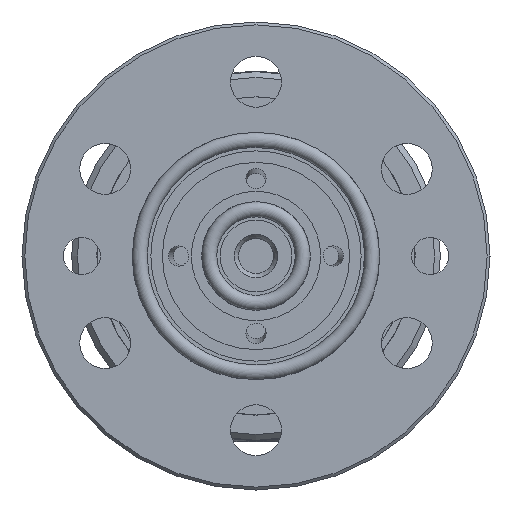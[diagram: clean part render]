
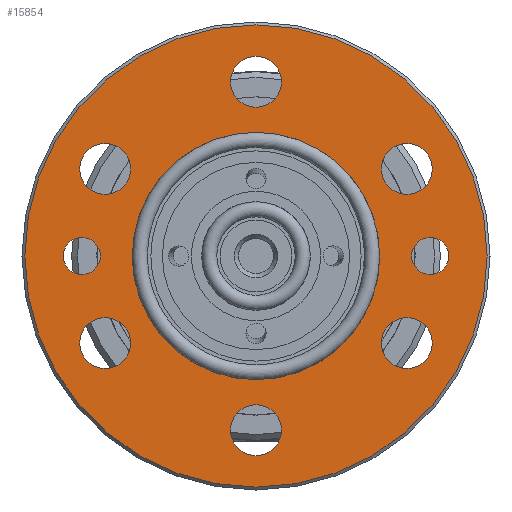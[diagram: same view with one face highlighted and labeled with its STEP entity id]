
A CAD part, left-side view. The second image highlights one B-rep face of the part: STEP entity #15854.
In plain terms, the highlighted planar face has unit normal (-1, 0, 0).
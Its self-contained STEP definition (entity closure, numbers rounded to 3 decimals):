
#706=FACE_BOUND('',#5748,.T.);
#707=FACE_BOUND('',#5749,.T.);
#708=FACE_BOUND('',#5750,.T.);
#709=FACE_BOUND('',#5751,.T.);
#710=FACE_BOUND('',#5752,.T.);
#711=FACE_BOUND('',#5753,.T.);
#712=FACE_BOUND('',#5754,.T.);
#713=FACE_BOUND('',#5755,.T.);
#714=FACE_BOUND('',#5756,.T.);
#1195=PLANE('',#17454);
#1779=CIRCLE('',#17398,40.);
#1796=CIRCLE('',#17421,4.4);
#1797=CIRCLE('',#17423,4.4);
#1798=CIRCLE('',#17425,4.4);
#1799=CIRCLE('',#17427,4.4);
#1800=CIRCLE('',#17429,4.4);
#1801=CIRCLE('',#17431,4.4);
#1802=CIRCLE('',#17433,3.2);
#1803=CIRCLE('',#17435,3.2);
#1815=CIRCLE('',#17455,21.4);
#4748=FACE_OUTER_BOUND('',#5747,.T.);
#5747=EDGE_LOOP('',(#14730));
#5748=EDGE_LOOP('',(#14731));
#5749=EDGE_LOOP('',(#14732));
#5750=EDGE_LOOP('',(#14733));
#5751=EDGE_LOOP('',(#14734));
#5752=EDGE_LOOP('',(#14735));
#5753=EDGE_LOOP('',(#14736));
#5754=EDGE_LOOP('',(#14737));
#5755=EDGE_LOOP('',(#14738));
#5756=EDGE_LOOP('',(#14739));
#7748=VERTEX_POINT('',#35001);
#7764=VERTEX_POINT('',#35044);
#7765=VERTEX_POINT('',#35048);
#7766=VERTEX_POINT('',#35052);
#7767=VERTEX_POINT('',#35056);
#7768=VERTEX_POINT('',#35060);
#7769=VERTEX_POINT('',#35064);
#7770=VERTEX_POINT('',#35068);
#7771=VERTEX_POINT('',#35072);
#7783=VERTEX_POINT('',#35109);
#10062=EDGE_CURVE('',#7748,#7748,#1779,.T.);
#10082=EDGE_CURVE('',#7764,#7764,#1796,.T.);
#10084=EDGE_CURVE('',#7765,#7765,#1797,.T.);
#10086=EDGE_CURVE('',#7766,#7766,#1798,.T.);
#10088=EDGE_CURVE('',#7767,#7767,#1799,.T.);
#10090=EDGE_CURVE('',#7768,#7768,#1800,.T.);
#10092=EDGE_CURVE('',#7769,#7769,#1801,.T.);
#10094=EDGE_CURVE('',#7770,#7770,#1802,.T.);
#10096=EDGE_CURVE('',#7771,#7771,#1803,.T.);
#10113=EDGE_CURVE('',#7783,#7783,#1815,.T.);
#14730=ORIENTED_EDGE('',*,*,#10062,.F.);
#14731=ORIENTED_EDGE('',*,*,#10096,.T.);
#14732=ORIENTED_EDGE('',*,*,#10094,.T.);
#14733=ORIENTED_EDGE('',*,*,#10092,.T.);
#14734=ORIENTED_EDGE('',*,*,#10090,.T.);
#14735=ORIENTED_EDGE('',*,*,#10088,.T.);
#14736=ORIENTED_EDGE('',*,*,#10086,.T.);
#14737=ORIENTED_EDGE('',*,*,#10084,.T.);
#14738=ORIENTED_EDGE('',*,*,#10082,.T.);
#14739=ORIENTED_EDGE('',*,*,#10113,.T.);
#15854=ADVANCED_FACE('',(#4748,#706,#707,#708,#709,#710,#711,#712,#713,
#714),#1195,.T.);
#17398=AXIS2_PLACEMENT_3D('',#35003,#21421,#21422);
#17421=AXIS2_PLACEMENT_3D('',#35045,#21470,#21471);
#17423=AXIS2_PLACEMENT_3D('',#35049,#21475,#21476);
#17425=AXIS2_PLACEMENT_3D('',#35053,#21480,#21481);
#17427=AXIS2_PLACEMENT_3D('',#35057,#21485,#21486);
#17429=AXIS2_PLACEMENT_3D('',#35061,#21490,#21491);
#17431=AXIS2_PLACEMENT_3D('',#35065,#21495,#21496);
#17433=AXIS2_PLACEMENT_3D('',#35069,#21500,#21501);
#17435=AXIS2_PLACEMENT_3D('',#35073,#21505,#21506);
#17454=AXIS2_PLACEMENT_3D('',#35108,#21548,#21549);
#17455=AXIS2_PLACEMENT_3D('',#35110,#21550,#21551);
#21421=DIRECTION('center_axis',(1.,0.,0.));
#21422=DIRECTION('ref_axis',(0.,-1.,0.));
#21470=DIRECTION('center_axis',(1.,0.,0.));
#21471=DIRECTION('ref_axis',(0.,0.,-1.));
#21475=DIRECTION('center_axis',(1.,0.,0.));
#21476=DIRECTION('ref_axis',(0.,0.866,-0.5));
#21480=DIRECTION('center_axis',(1.,0.,0.));
#21481=DIRECTION('ref_axis',(0.,0.866,0.5));
#21485=DIRECTION('center_axis',(1.,0.,0.));
#21486=DIRECTION('ref_axis',(0.,0.,1.));
#21490=DIRECTION('center_axis',(1.,0.,0.));
#21491=DIRECTION('ref_axis',(0.,-0.866,0.5));
#21495=DIRECTION('center_axis',(1.,0.,0.));
#21496=DIRECTION('ref_axis',(0.,-0.866,-0.5));
#21500=DIRECTION('center_axis',(1.,0.,0.));
#21501=DIRECTION('ref_axis',(0.,0.,-1.));
#21505=DIRECTION('center_axis',(1.,0.,0.));
#21506=DIRECTION('ref_axis',(0.,0.,-1.));
#21548=DIRECTION('center_axis',(-1.,0.,0.));
#21549=DIRECTION('ref_axis',(0.,0.,1.));
#21550=DIRECTION('center_axis',(1.,0.,0.));
#21551=DIRECTION('ref_axis',(0.,0.,-1.));
#35001=CARTESIAN_POINT('',(0.,40.,0.));
#35003=CARTESIAN_POINT('Origin',(0.,0.,0.));
#35044=CARTESIAN_POINT('',(0.,0.,34.55));
#35045=CARTESIAN_POINT('Origin',(0.,0.,30.15));
#35048=CARTESIAN_POINT('',(0.,-29.921,17.275));
#35049=CARTESIAN_POINT('Origin',(0.,-26.111,15.075));
#35052=CARTESIAN_POINT('',(0.,-29.921,-17.275));
#35053=CARTESIAN_POINT('Origin',(0.,-26.111,-15.075));
#35056=CARTESIAN_POINT('',(0.,0.,-34.55));
#35057=CARTESIAN_POINT('Origin',(0.,0.,-30.15));
#35060=CARTESIAN_POINT('',(0.,29.921,-17.275));
#35061=CARTESIAN_POINT('Origin',(0.,26.111,-15.075));
#35064=CARTESIAN_POINT('',(0.,29.921,17.275));
#35065=CARTESIAN_POINT('Origin',(0.,26.111,15.075));
#35068=CARTESIAN_POINT('',(0.,30.15,3.2));
#35069=CARTESIAN_POINT('Origin',(0.,30.15,0.));
#35072=CARTESIAN_POINT('',(0.,-30.15,3.2));
#35073=CARTESIAN_POINT('Origin',(0.,-30.15,0.));
#35108=CARTESIAN_POINT('Origin',(0.,20.25,0.));
#35109=CARTESIAN_POINT('',(0.,0.,21.4));
#35110=CARTESIAN_POINT('Origin',(0.,0.,0.));
